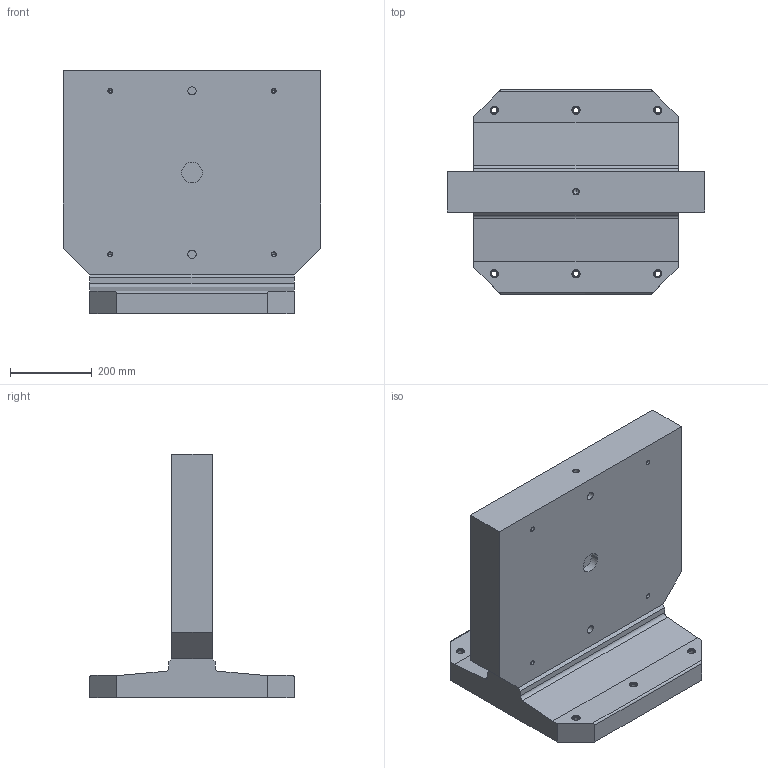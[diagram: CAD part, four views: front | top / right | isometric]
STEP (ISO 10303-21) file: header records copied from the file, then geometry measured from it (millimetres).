
FILE_DESCRIPTION(('STEP AP214'),'1');
FILE_NAME(' ',' ',('TraceParts'),('TraceParts S.A.'),'XStep 1.0',' ',' ');
FILE_SCHEMA(('automotive_design'));
Length unit declared in the file: millimetre
Products named in the file (1): 1
Bounding box: 630 x 500 x 595 mm (x, y, z)
Volume: 46946721.5 mm3; surface area: 1395522 mm2
Topology: 1 solids, 1 shells, 151 faces, 350 edges, 207 vertices
Faces by surface type: cylinder 64, cone 48, plane 39
Entity records: 8111 total; most frequent: DIRECTION 794, STYLED_ITEM 691, PRESENTATION_STYLE_ASSIGNMENT 691, CARTESIAN_POINT 691, COLOUR_RGB 691, ORIENTED_EDGE 664, EDGE_CURVE 332, CURVE_STYLE 332
